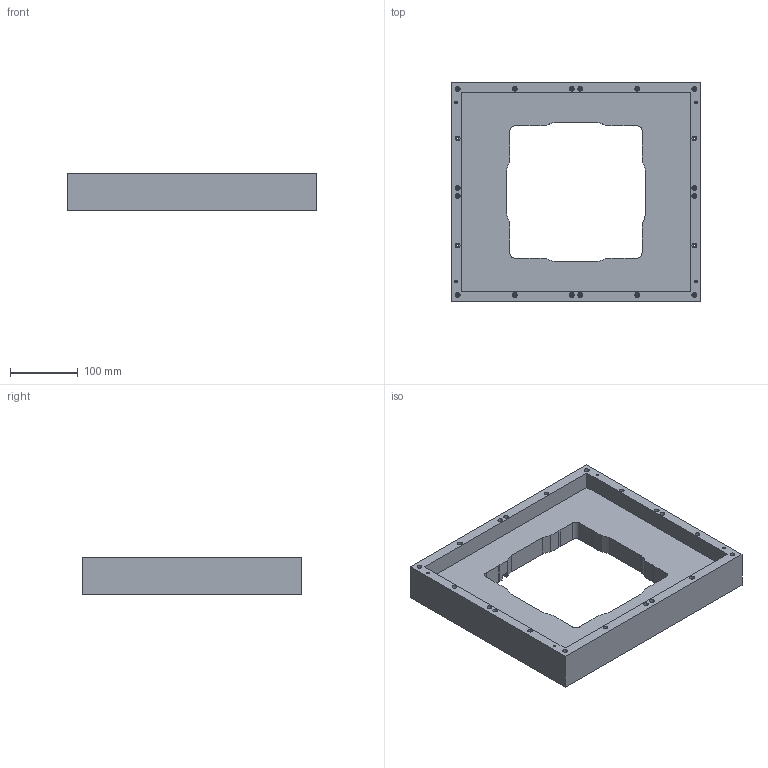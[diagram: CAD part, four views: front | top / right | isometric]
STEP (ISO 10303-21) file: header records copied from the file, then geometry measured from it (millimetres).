
FILE_DESCRIPTION(/* description */ (''),/* implementation_level */ '2;1');
FILE_NAME(/* name */ 'HEPA-filter and fan mount.step',/* time_stamp */ '2021-06-22T10:45:15+02:00',/* author */ (''),/* organization */ (''),/* preprocessor_version */ 'ST-DEVELOPER v18.1',/* originating_system */ 'Autodesk Translation Framework v10.9.0.1377',/* authorisation */ '');
FILE_SCHEMA (('AUTOMOTIVE_DESIGN { 1 0 10303 214 3 1 1 }'));
Length unit declared in the file: millimetre
Products named in the file (1): 210127 - for HEPA filter
Bounding box: 370 x 325 x 56 mm (x, y, z)
Volume: 2891561.3 mm3; surface area: 319030.9 mm2
Topology: 1 solids, 1 shells, 125 faces, 297 edges, 198 vertices
Faces by surface type: plane 66, cylinder 55, cone 4
Full cylindrical faces by diameter (mm): 3.5 x20, 7 x20
Entity records: 3766 total; most frequent: DIRECTION 667, CARTESIAN_POINT 621, ORIENTED_EDGE 594, EDGE_CURVE 297, AXIS2_PLACEMENT_3D 244, VERTEX_POINT 198, EDGE_LOOP 191, LINE 179
